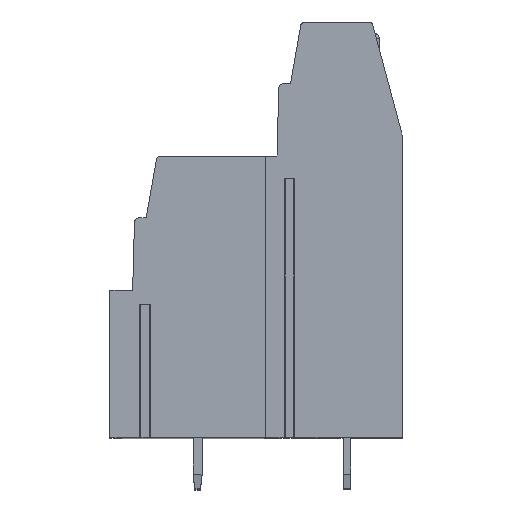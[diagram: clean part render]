
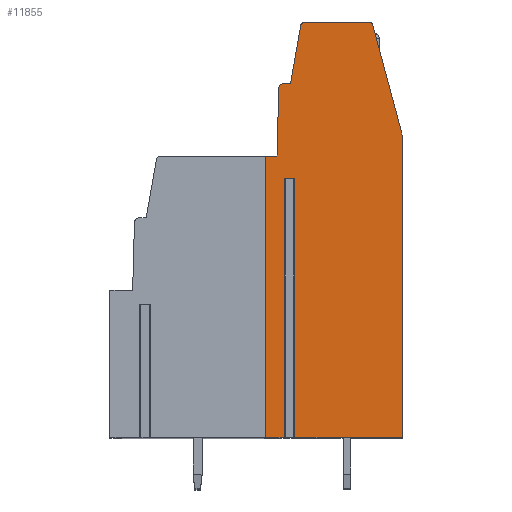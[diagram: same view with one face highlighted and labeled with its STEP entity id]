
A CAD part, top view. The second image highlights one B-rep face of the part: STEP entity #11855.
In plain terms, the highlighted planar face has unit normal (0, 0, 1).
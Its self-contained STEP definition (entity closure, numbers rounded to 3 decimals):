
#13=DIRECTION('',(-1.,0.,0.));
#14=VECTOR('',#13,0.743);
#15=CARTESIAN_POINT('',(1.908,2.65,43.18));
#16=LINE('',#15,#14);
#17=DIRECTION('',(0.,-1.,0.));
#18=VECTOR('',#17,17.55);
#19=CARTESIAN_POINT('',(1.165,2.65,43.18));
#20=LINE('',#19,#18);
#21=DIRECTION('',(1.,0.,0.));
#22=VECTOR('',#21,1.228);
#23=CARTESIAN_POINT('',(-0.063,-14.9,43.18));
#24=LINE('',#23,#22);
#25=DIRECTION('',(-1.,0.,0.));
#26=VECTOR('',#25,0.75);
#27=CARTESIAN_POINT('',(0.687,4.2,43.18));
#28=LINE('',#27,#26);
#29=DIRECTION('',(-0.026,-1.,0.));
#30=VECTOR('',#29,4.609);
#31=CARTESIAN_POINT('',(0.808,8.808,43.18));
#32=LINE('',#31,#30);
#33=CARTESIAN_POINT('',(1.108,8.8,43.18));
#34=DIRECTION('',(0.,0.,1.));
#35=DIRECTION('',(0.,1.,0.));
#36=AXIS2_PLACEMENT_3D('',#33,#34,#35);
#38=DIRECTION('',(-1.,0.,0.));
#39=VECTOR('',#38,0.497);
#40=CARTESIAN_POINT('',(1.605,9.1,43.18));
#41=LINE('',#40,#39);
#42=DIRECTION('',(-0.174,-0.985,0.));
#43=VECTOR('',#42,4.013);
#44=CARTESIAN_POINT('',(2.301,13.052,43.18));
#45=LINE('',#44,#43);
#46=CARTESIAN_POINT('',(2.597,13.,43.18));
#47=DIRECTION('',(0.,0.,1.));
#48=DIRECTION('',(0.,1.,0.));
#49=AXIS2_PLACEMENT_3D('',#46,#47,#48);
#51=DIRECTION('',(-1.,0.,0.));
#52=VECTOR('',#51,4.31);
#53=CARTESIAN_POINT('',(6.907,13.3,43.18));
#54=LINE('',#53,#52);
#55=CARTESIAN_POINT('',(6.907,13.,43.18));
#56=DIRECTION('',(0.,0.,1.));
#57=DIRECTION('',(0.966,0.259,0.));
#58=AXIS2_PLACEMENT_3D('',#55,#56,#57);
#60=CARTESIAN_POINT('',(8.187,5.518,43.18));
#61=DIRECTION('',(0.,0.,1.));
#62=DIRECTION('',(1.,0.,0.));
#63=AXIS2_PLACEMENT_3D('',#60,#61,#62);
#65=DIRECTION('',(0.,1.,0.));
#66=VECTOR('',#65,20.418);
#67=CARTESIAN_POINT('',(9.187,-14.9,43.18));
#68=LINE('',#67,#66);
#69=DIRECTION('',(1.,0.,0.));
#70=VECTOR('',#69,7.279);
#71=CARTESIAN_POINT('',(1.908,-14.9,43.18));
#72=LINE('',#71,#70);
#73=DIRECTION('',(0.,-1.,0.));
#74=VECTOR('',#73,17.55);
#75=CARTESIAN_POINT('',(1.908,2.65,43.18));
#76=LINE('',#75,#74);
#1991=DIRECTION('',(-0.259,0.966,0.));
#1992=VECTOR('',#1991,7.558);
#1993=CARTESIAN_POINT('',(9.153,5.777,43.18));
#1994=LINE('',#1993,#1992);
#4812=DIRECTION('',(0.,-1.,0.));
#4813=VECTOR('',#4812,19.1);
#4814=CARTESIAN_POINT('',(-0.063,4.2,43.18));
#4815=LINE('',#4814,#4813);
#9302=CARTESIAN_POINT('',(9.187,-14.9,43.18));
#9303=CARTESIAN_POINT('',(9.187,5.518,43.18));
#9304=VERTEX_POINT('',#9302);
#9305=VERTEX_POINT('',#9303);
#9306=CARTESIAN_POINT('',(9.153,5.777,43.18));
#9307=VERTEX_POINT('',#9306);
#9308=CARTESIAN_POINT('',(7.197,13.078,43.18));
#9309=CARTESIAN_POINT('',(6.907,13.3,43.18));
#9310=VERTEX_POINT('',#9308);
#9311=VERTEX_POINT('',#9309);
#9312=CARTESIAN_POINT('',(2.597,13.3,43.18));
#9313=VERTEX_POINT('',#9312);
#9314=CARTESIAN_POINT('',(2.301,13.052,43.18));
#9315=VERTEX_POINT('',#9314);
#9316=CARTESIAN_POINT('',(1.605,9.1,43.18));
#9317=VERTEX_POINT('',#9316);
#9318=CARTESIAN_POINT('',(1.108,9.1,43.18));
#9319=VERTEX_POINT('',#9318);
#9320=CARTESIAN_POINT('',(0.808,8.808,43.18));
#9321=VERTEX_POINT('',#9320);
#9322=CARTESIAN_POINT('',(0.687,4.2,43.18));
#9323=VERTEX_POINT('',#9322);
#9366=CARTESIAN_POINT('',(-0.063,-14.9,43.18));
#9368=VERTEX_POINT('',#9366);
#9374=CARTESIAN_POINT('',(-0.063,4.2,43.18));
#9375=VERTEX_POINT('',#9374);
#9450=CARTESIAN_POINT('',(1.908,2.65,43.18));
#9451=CARTESIAN_POINT('',(1.165,2.65,43.18));
#9452=VERTEX_POINT('',#9450);
#9453=VERTEX_POINT('',#9451);
#9454=CARTESIAN_POINT('',(1.908,-14.9,43.18));
#9455=VERTEX_POINT('',#9454);
#9456=CARTESIAN_POINT('',(1.165,-14.9,43.18));
#9457=VERTEX_POINT('',#9456);
#11814=CARTESIAN_POINT('',(0.,0.,43.18));
#11815=DIRECTION('',(0.,0.,1.));
#11816=DIRECTION('',(1.,0.,0.));
#11817=AXIS2_PLACEMENT_3D('',#11814,#11815,#11816);
#11818=PLANE('',#11817);
#11820=ORIENTED_EDGE('',*,*,#11819,.T.);
#11822=ORIENTED_EDGE('',*,*,#11821,.T.);
#11824=ORIENTED_EDGE('',*,*,#11823,.F.);
#11826=ORIENTED_EDGE('',*,*,#11825,.F.);
#11828=ORIENTED_EDGE('',*,*,#11827,.F.);
#11830=ORIENTED_EDGE('',*,*,#11829,.F.);
#11832=ORIENTED_EDGE('',*,*,#11831,.F.);
#11834=ORIENTED_EDGE('',*,*,#11833,.F.);
#11836=ORIENTED_EDGE('',*,*,#11835,.F.);
#11838=ORIENTED_EDGE('',*,*,#11837,.F.);
#11840=ORIENTED_EDGE('',*,*,#11839,.F.);
#11842=ORIENTED_EDGE('',*,*,#11841,.F.);
#11844=ORIENTED_EDGE('',*,*,#11843,.F.);
#11846=ORIENTED_EDGE('',*,*,#11845,.F.);
#11848=ORIENTED_EDGE('',*,*,#11847,.F.);
#11850=ORIENTED_EDGE('',*,*,#11849,.F.);
#11852=ORIENTED_EDGE('',*,*,#11851,.F.);
#11853=EDGE_LOOP('',(#11820,#11822,#11824,#11826,#11828,#11830,#11832,#11834,
#11836,#11838,#11840,#11842,#11844,#11846,#11848,#11850,#11852));
#11854=FACE_OUTER_BOUND('',#11853,.F.);
#37=CIRCLE('',#36,0.3);
#50=CIRCLE('',#49,0.3);
#59=CIRCLE('',#58,0.3);
#64=CIRCLE('',#63,1.);
#11819=EDGE_CURVE('',#9452,#9453,#16,.T.);
#11821=EDGE_CURVE('',#9453,#9457,#20,.T.);
#11823=EDGE_CURVE('',#9368,#9457,#24,.T.);
#11825=EDGE_CURVE('',#9375,#9368,#4815,.T.);
#11827=EDGE_CURVE('',#9323,#9375,#28,.T.);
#11829=EDGE_CURVE('',#9321,#9323,#32,.T.);
#11831=EDGE_CURVE('',#9319,#9321,#37,.T.);
#11833=EDGE_CURVE('',#9317,#9319,#41,.T.);
#11835=EDGE_CURVE('',#9315,#9317,#45,.T.);
#11837=EDGE_CURVE('',#9313,#9315,#50,.T.);
#11839=EDGE_CURVE('',#9311,#9313,#54,.T.);
#11841=EDGE_CURVE('',#9310,#9311,#59,.T.);
#11843=EDGE_CURVE('',#9307,#9310,#1994,.T.);
#11845=EDGE_CURVE('',#9305,#9307,#64,.T.);
#11847=EDGE_CURVE('',#9304,#9305,#68,.T.);
#11849=EDGE_CURVE('',#9455,#9304,#72,.T.);
#11851=EDGE_CURVE('',#9452,#9455,#76,.T.);
#11855=ADVANCED_FACE('',(#11854),#11818,.T.);
